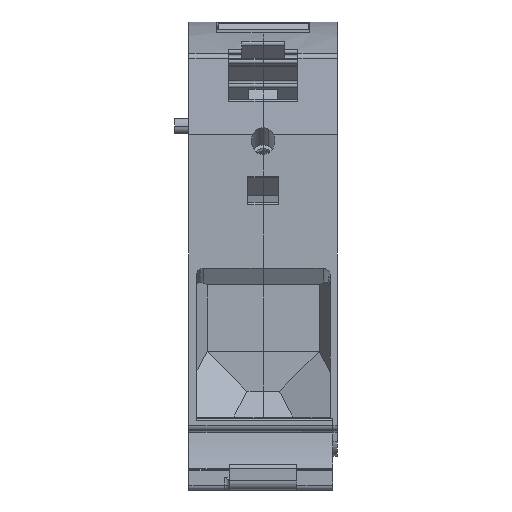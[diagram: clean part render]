
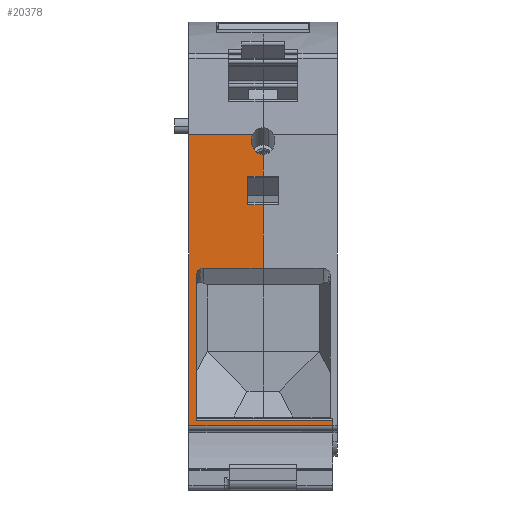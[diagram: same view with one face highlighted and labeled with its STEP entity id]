
A CAD part, front view. The second image highlights one B-rep face of the part: STEP entity #20378.
In plain terms, the highlighted planar face has unit normal (0, -1, 0).
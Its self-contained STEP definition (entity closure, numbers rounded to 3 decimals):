
#20259=AXIS2_PLACEMENT_3D('Plane Axis2P3D',#20256,#20257,#20258) ;
#20351=AXIS2_PLACEMENT_3D('Circle Axis2P3D',#20349,#20350,$) ;
#18168=CARTESIAN_POINT('Vertex',(3.,1.529,13.45)) ;
#18171=CARTESIAN_POINT('Line Origine',(3.,1.529,43.8)) ;
#18175=CARTESIAN_POINT('Vertex',(3.,1.529,74.15)) ;
#19138=CARTESIAN_POINT('Line Origine',(33.,1.529,6.725)) ;
#19142=CARTESIAN_POINT('Vertex',(33.,1.529,13.45)) ;
#19144=CARTESIAN_POINT('Vertex',(33.,1.529,14.45)) ;
#20244=CARTESIAN_POINT('Line Origine',(18.5,1.529,13.45)) ;
#20256=CARTESIAN_POINT('Axis2P3D Location',(3.,1.529,13.45)) ;
#20261=CARTESIAN_POINT('Line Origine',(18.5,1.529,52.89)) ;
#20265=CARTESIAN_POINT('Vertex',(18.5,1.529,46.25)) ;
#20267=CARTESIAN_POINT('Vertex',(18.5,1.529,59.53)) ;
#20270=CARTESIAN_POINT('Line Origine',(16.9,1.529,59.53)) ;
#20274=CARTESIAN_POINT('Vertex',(15.3,1.529,59.53)) ;
#20277=CARTESIAN_POINT('Line Origine',(15.3,1.529,62.5)) ;
#20281=CARTESIAN_POINT('Vertex',(15.3,1.529,65.47)) ;
#20284=CARTESIAN_POINT('Line Origine',(16.9,1.529,65.47)) ;
#20288=CARTESIAN_POINT('Vertex',(18.5,1.529,65.47)) ;
#20291=CARTESIAN_POINT('Line Origine',(18.5,1.529,67.747)) ;
#20295=CARTESIAN_POINT('Vertex',(18.5,1.529,70.025)) ;
#20299=CARTESIAN_POINT('Control Point',(17.325,1.529,70.371)) ;
#20300=CARTESIAN_POINT('Control Point',(17.456,1.529,70.289)) ;
#20301=CARTESIAN_POINT('Control Point',(17.592,1.529,70.217)) ;
#20302=CARTESIAN_POINT('Control Point',(17.735,1.529,70.158)) ;
#20303=CARTESIAN_POINT('Control Point',(17.972,1.529,70.082)) ;
#20304=CARTESIAN_POINT('Control Point',(18.217,1.529,70.04)) ;
#20305=CARTESIAN_POINT('Control Point',(18.311,1.529,70.03)) ;
#20306=CARTESIAN_POINT('Control Point',(18.406,1.529,70.025)) ;
#20307=CARTESIAN_POINT('Control Point',(18.5,1.529,70.025)) ;
#20308=CARTESIAN_POINT('Vertex',(17.325,1.529,70.371)) ;
#20312=CARTESIAN_POINT('Control Point',(16.322,1.529,74.15)) ;
#20313=CARTESIAN_POINT('Control Point',(16.182,1.529,73.835)) ;
#20314=CARTESIAN_POINT('Control Point',(16.086,1.529,73.5)) ;
#20315=CARTESIAN_POINT('Control Point',(16.036,1.529,73.154)) ;
#20316=CARTESIAN_POINT('Control Point',(16.029,1.529,72.568)) ;
#20317=CARTESIAN_POINT('Control Point',(16.151,1.529,71.997)) ;
#20318=CARTESIAN_POINT('Control Point',(16.223,1.529,71.77)) ;
#20319=CARTESIAN_POINT('Control Point',(16.402,1.529,71.345)) ;
#20320=CARTESIAN_POINT('Control Point',(16.66,1.529,70.964)) ;
#20321=CARTESIAN_POINT('Control Point',(16.802,1.529,70.793)) ;
#20322=CARTESIAN_POINT('Control Point',(16.996,1.529,70.606)) ;
#20323=CARTESIAN_POINT('Control Point',(17.211,1.529,70.447)) ;
#20324=CARTESIAN_POINT('Control Point',(17.248,1.529,70.421)) ;
#20325=CARTESIAN_POINT('Control Point',(17.287,1.529,70.395)) ;
#20326=CARTESIAN_POINT('Control Point',(17.325,1.529,70.371)) ;
#20327=CARTESIAN_POINT('Vertex',(16.322,1.529,74.15)) ;
#20330=CARTESIAN_POINT('Line Origine',(9.661,1.529,74.15)) ;
#20335=CARTESIAN_POINT('Line Origine',(18.75,1.529,14.45)) ;
#20339=CARTESIAN_POINT('Vertex',(4.5,1.529,14.45)) ;
#20342=CARTESIAN_POINT('Line Origine',(4.5,1.529,29.6)) ;
#20346=CARTESIAN_POINT('Vertex',(4.5,1.529,44.75)) ;
#20349=CARTESIAN_POINT('Axis2P3D Location',(6.,1.529,44.75)) ;
#20353=CARTESIAN_POINT('Vertex',(6.,1.529,46.25)) ;
#20356=CARTESIAN_POINT('Line Origine',(12.25,1.529,46.25)) ;
#18172=DIRECTION('Vector Direction',(0.,0.,1.)) ;
#19139=DIRECTION('Vector Direction',(0.,0.,1.)) ;
#20245=DIRECTION('Vector Direction',(1.,0.,0.)) ;
#20257=DIRECTION('Axis2P3D Direction',(0.,1.,0.)) ;
#20258=DIRECTION('Axis2P3D XDirection',(0.,0.,1.)) ;
#20262=DIRECTION('Vector Direction',(0.,0.,-1.)) ;
#20271=DIRECTION('Vector Direction',(1.,0.,0.)) ;
#20278=DIRECTION('Vector Direction',(0.,0.,1.)) ;
#20285=DIRECTION('Vector Direction',(1.,0.,0.)) ;
#20292=DIRECTION('Vector Direction',(0.,0.,1.)) ;
#20331=DIRECTION('Vector Direction',(1.,0.,0.)) ;
#20336=DIRECTION('Vector Direction',(1.,0.,0.)) ;
#20343=DIRECTION('Vector Direction',(0.,0.,1.)) ;
#20350=DIRECTION('Axis2P3D Direction',(0.,1.,0.)) ;
#20357=DIRECTION('Vector Direction',(1.,0.,0.)) ;
#18173=VECTOR('Line Direction',#18172,1.) ;
#19140=VECTOR('Line Direction',#19139,1.) ;
#20246=VECTOR('Line Direction',#20245,1.) ;
#20263=VECTOR('Line Direction',#20262,1.) ;
#20272=VECTOR('Line Direction',#20271,1.) ;
#20279=VECTOR('Line Direction',#20278,1.) ;
#20286=VECTOR('Line Direction',#20285,1.) ;
#20293=VECTOR('Line Direction',#20292,1.) ;
#20332=VECTOR('Line Direction',#20331,1.) ;
#20337=VECTOR('Line Direction',#20336,1.) ;
#20344=VECTOR('Line Direction',#20343,1.) ;
#20358=VECTOR('Line Direction',#20357,1.) ;
#20362=ORIENTED_EDGE('',*,*,#20269,.T.) ;
#20363=ORIENTED_EDGE('',*,*,#20276,.T.) ;
#20364=ORIENTED_EDGE('',*,*,#20283,.F.) ;
#20365=ORIENTED_EDGE('',*,*,#20290,.F.) ;
#20366=ORIENTED_EDGE('',*,*,#20297,.T.) ;
#20367=ORIENTED_EDGE('',*,*,#20310,.F.) ;
#20368=ORIENTED_EDGE('',*,*,#20329,.F.) ;
#20369=ORIENTED_EDGE('',*,*,#20334,.F.) ;
#20370=ORIENTED_EDGE('',*,*,#18177,.F.) ;
#20371=ORIENTED_EDGE('',*,*,#20248,.T.) ;
#20372=ORIENTED_EDGE('',*,*,#19146,.T.) ;
#20373=ORIENTED_EDGE('',*,*,#20341,.F.) ;
#20374=ORIENTED_EDGE('',*,*,#20348,.T.) ;
#20375=ORIENTED_EDGE('',*,*,#20355,.F.) ;
#20376=ORIENTED_EDGE('',*,*,#20360,.T.) ;
#20378=ADVANCED_FACE('MLD_A2C_150_L_820297.1\\71764_MLD_A2C_150-185_L_Realisierung',(#20377),#20260,.F.) ;
#20298=B_SPLINE_CURVE_WITH_KNOTS('',5,(#20299,#20300,#20301,#20302,#20303,#20304,#20305,#20306,#20307),.UNSPECIFIED.,.F.,.U.,(6,3,6),(6.002,7.09,7.757),.UNSPECIFIED.) ;
#20311=B_SPLINE_CURVE_WITH_KNOTS('',5,(#20312,#20313,#20314,#20315,#20316,#20317,#20318,#20319,#20320,#20321,#20322,#20323,#20324,#20325,#20326),.UNSPECIFIED.,.F.,.U.,(6,3,3,3,6),(0.,2.439,4.112,5.678,6.002),.UNSPECIFIED.) ;
#20352=CIRCLE('generated circle',#20351,1.5) ;
#18177=EDGE_CURVE('',#18169,#18176,#18174,.T.) ;
#19146=EDGE_CURVE('',#19143,#19145,#19141,.T.) ;
#20248=EDGE_CURVE('',#18169,#19143,#20247,.T.) ;
#20269=EDGE_CURVE('',#20266,#20268,#20264,.F.) ;
#20276=EDGE_CURVE('',#20268,#20275,#20273,.F.) ;
#20283=EDGE_CURVE('',#20282,#20275,#20280,.F.) ;
#20290=EDGE_CURVE('',#20289,#20282,#20287,.F.) ;
#20297=EDGE_CURVE('',#20289,#20296,#20294,.T.) ;
#20310=EDGE_CURVE('',#20309,#20296,#20298,.T.) ;
#20329=EDGE_CURVE('',#20328,#20309,#20311,.T.) ;
#20334=EDGE_CURVE('',#18176,#20328,#20333,.T.) ;
#20341=EDGE_CURVE('',#20340,#19145,#20338,.T.) ;
#20348=EDGE_CURVE('',#20340,#20347,#20345,.T.) ;
#20355=EDGE_CURVE('',#20354,#20347,#20352,.F.) ;
#20360=EDGE_CURVE('',#20354,#20266,#20359,.T.) ;
#20361=EDGE_LOOP('',(#20362,#20363,#20364,#20365,#20366,#20367,#20368,#20369,#20370,#20371,#20372,#20373,#20374,#20375,#20376)) ;
#20377=FACE_OUTER_BOUND('',#20361,.T.) ;
#18174=LINE('Line',#18171,#18173) ;
#19141=LINE('Line',#19138,#19140) ;
#20247=LINE('Line',#20244,#20246) ;
#20264=LINE('Line',#20261,#20263) ;
#20273=LINE('Line',#20270,#20272) ;
#20280=LINE('Line',#20277,#20279) ;
#20287=LINE('Line',#20284,#20286) ;
#20294=LINE('Line',#20291,#20293) ;
#20333=LINE('Line',#20330,#20332) ;
#20338=LINE('Line',#20335,#20337) ;
#20345=LINE('Line',#20342,#20344) ;
#20359=LINE('Line',#20356,#20358) ;
#20260=PLANE('',#20259) ;
#18169=VERTEX_POINT('',#18168) ;
#18176=VERTEX_POINT('',#18175) ;
#19143=VERTEX_POINT('',#19142) ;
#19145=VERTEX_POINT('',#19144) ;
#20266=VERTEX_POINT('',#20265) ;
#20268=VERTEX_POINT('',#20267) ;
#20275=VERTEX_POINT('',#20274) ;
#20282=VERTEX_POINT('',#20281) ;
#20289=VERTEX_POINT('',#20288) ;
#20296=VERTEX_POINT('',#20295) ;
#20309=VERTEX_POINT('',#20308) ;
#20328=VERTEX_POINT('',#20327) ;
#20340=VERTEX_POINT('',#20339) ;
#20347=VERTEX_POINT('',#20346) ;
#20354=VERTEX_POINT('',#20353) ;
